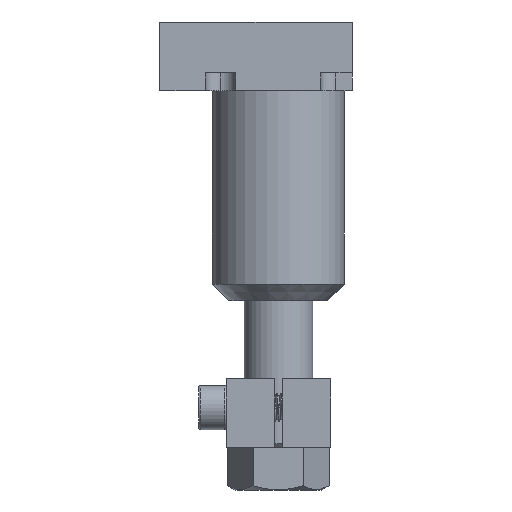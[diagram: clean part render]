
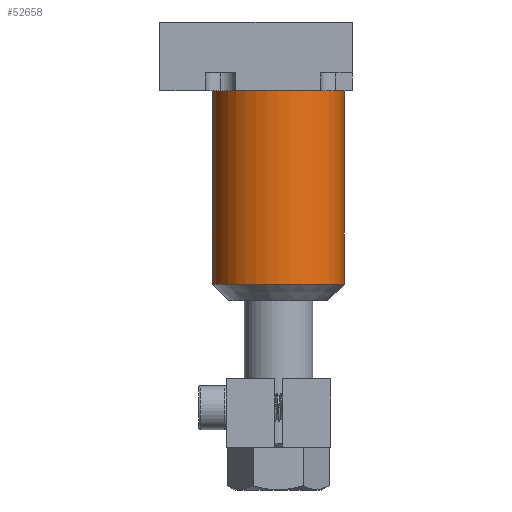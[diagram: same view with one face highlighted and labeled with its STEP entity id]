
A CAD part, front view. The second image highlights one B-rep face of the part: STEP entity #52658.
In plain terms, the highlighted cylindrical face has radius 24 mm (diameter 48 mm), a partial arc.
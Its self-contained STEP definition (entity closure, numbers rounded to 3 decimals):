
#777 = EDGE_CURVE ( 'NONE', #13251, #22372, #4456, .T. ) ;
#883 = CARTESIAN_POINT ( 'NONE',  ( -24., 0., -70.5 ) ) ;
#1749 = VECTOR ( 'NONE', #6390, 1000. ) ;
#4456 = CIRCLE ( 'NONE', #59850, 24. ) ;
#6390 = DIRECTION ( 'NONE',  ( 0., 0., -1. ) ) ;
#6442 = EDGE_CURVE ( 'NONE', #59220, #22372, #57321, .T. ) ;
#10190 = CARTESIAN_POINT ( 'NONE',  ( 24., 0., -70.5 ) ) ;
#13251 = VERTEX_POINT ( 'NONE', #883 ) ;
#14408 = EDGE_LOOP ( 'NONE', ( #44403, #38499, #46966, #34313 ) ) ;
#22372 = VERTEX_POINT ( 'NONE', #10190 ) ;
#25202 = CARTESIAN_POINT ( 'NONE',  ( 0., 0., 0. ) ) ;
#27149 = VECTOR ( 'NONE', #41015, 1000. ) ;
#30596 = DIRECTION ( 'NONE',  ( -1., 0., 0. ) ) ;
#30990 = CARTESIAN_POINT ( 'NONE',  ( 0., 0., -70.5 ) ) ;
#31304 = DIRECTION ( 'NONE',  ( -1., 0., 0. ) ) ;
#31455 = DIRECTION ( 'NONE',  ( 0., 0., 1. ) ) ;
#32359 = EDGE_CURVE ( 'NONE', #59220, #53679, #66990, .T. ) ;
#34313 = ORIENTED_EDGE ( 'NONE', *, *, #777, .T. ) ;
#35579 = CARTESIAN_POINT ( 'NONE',  ( -24., 0., 3.825 ) ) ;
#36344 = CARTESIAN_POINT ( 'NONE',  ( -24., 0., 0. ) ) ;
#38499 = ORIENTED_EDGE ( 'NONE', *, *, #32359, .T. ) ;
#38554 = AXIS2_PLACEMENT_3D ( 'NONE', #25202, #62832, #30596 ) ;
#41015 = DIRECTION ( 'NONE',  ( 0., 0., -1. ) ) ;
#41072 = AXIS2_PLACEMENT_3D ( 'NONE', #48713, #64918, #54144 ) ;
#42455 = CYLINDRICAL_SURFACE ( 'NONE', #41072, 24. ) ;
#44034 = CARTESIAN_POINT ( 'NONE',  ( 24., 0., 3.825 ) ) ;
#44403 = ORIENTED_EDGE ( 'NONE', *, *, #6442, .F. ) ;
#46966 = ORIENTED_EDGE ( 'NONE', *, *, #66801, .T. ) ;
#48437 = CARTESIAN_POINT ( 'NONE',  ( 24., 0., 0. ) ) ;
#48713 = CARTESIAN_POINT ( 'NONE',  ( 0., 0., 3.825 ) ) ;
#52658 = ADVANCED_FACE ( 'NONE', ( #56785 ), #42455, .T. ) ;
#53679 = VERTEX_POINT ( 'NONE', #36344 ) ;
#54144 = DIRECTION ( 'NONE',  ( -1., 0., 0. ) ) ;
#55839 = LINE ( 'NONE', #35579, #27149 ) ;
#56785 = FACE_OUTER_BOUND ( 'NONE', #14408, .T. ) ;
#57321 = LINE ( 'NONE', #44034, #1749 ) ;
#59220 = VERTEX_POINT ( 'NONE', #48437 ) ;
#59850 = AXIS2_PLACEMENT_3D ( 'NONE', #30990, #31455, #31304 ) ;
#62832 = DIRECTION ( 'NONE',  ( 0., 0., -1. ) ) ;
#64918 = DIRECTION ( 'NONE',  ( 0., 0., -1. ) ) ;
#66801 = EDGE_CURVE ( 'NONE', #53679, #13251, #55839, .T. ) ;
#66990 = CIRCLE ( 'NONE', #38554, 24. ) ;
